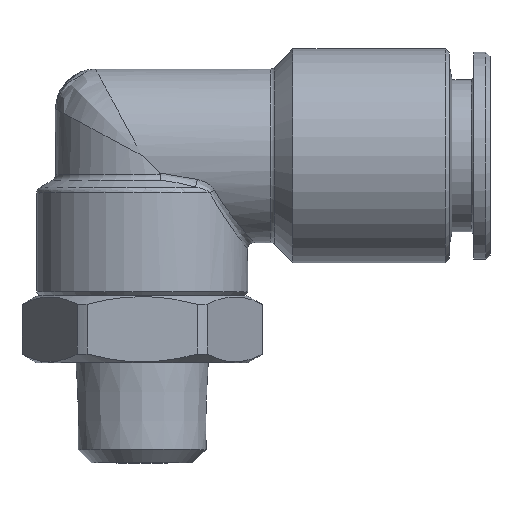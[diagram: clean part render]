
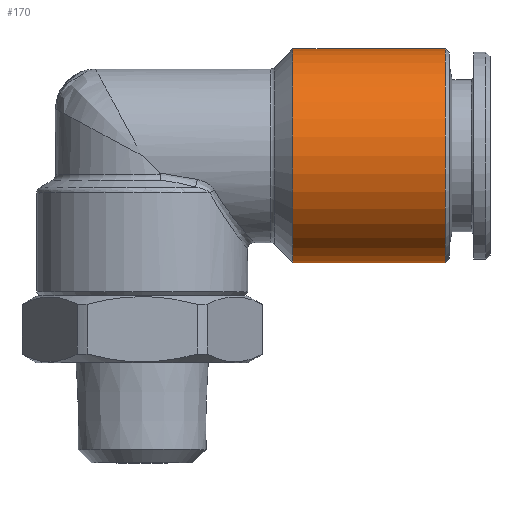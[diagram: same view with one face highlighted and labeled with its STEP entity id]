
A CAD part, top view. The second image highlights one B-rep face of the part: STEP entity #170.
In plain terms, the highlighted cylindrical face has radius 8 mm (diameter 16 mm), a full revolution.
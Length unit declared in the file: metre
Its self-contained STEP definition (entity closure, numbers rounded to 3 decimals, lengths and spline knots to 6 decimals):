
#170 = ADVANCED_FACE( 'NONE', ( #369, #370 ), #371, .T. );
#369 = FACE_OUTER_BOUND( '', #731, .T. );
#370 = FACE_OUTER_BOUND( '', #732, .T. );
#371 = CYLINDRICAL_SURFACE( '', #733, 0.008 );
#731 = EDGE_LOOP( '', ( #1219 ) );
#732 = EDGE_LOOP( '', ( #1220 ) );
#733 = AXIS2_PLACEMENT_3D( '', #1221, #1222, #1223 );
#1219 = ORIENTED_EDGE( '', *, *, #1318, .T. );
#1220 = ORIENTED_EDGE( '', *, *, #1326, .T. );
#1221 = CARTESIAN_POINT( '', ( 0., 0., 0. ) );
#1222 = DIRECTION( '', ( 1., 0., 0. ) );
#1223 = DIRECTION( '', ( 0., 0., 1. ) );
#1318 = EDGE_CURVE( 'NONE', #1501, #1501, #1502, .T. );
#1326 = EDGE_CURVE( 'NONE', #1512, #1512, #1513, .T. );
#1501 = VERTEX_POINT( '', #1849 );
#1502 = CIRCLE( '', #1850, 0.008 );
#1512 = VERTEX_POINT( '', #1876 );
#1513 = CIRCLE( '', #1877, 0.008 );
#1849 = CARTESIAN_POINT( '', ( 0.011293, 0., -0.008 ) );
#1850 = AXIS2_PLACEMENT_3D( '', #2322, #2323, #2324 );
#1876 = CARTESIAN_POINT( '', ( 0.0227, 0., 0.008 ) );
#1877 = AXIS2_PLACEMENT_3D( '', #2331, #2332, #2333 );
#2322 = CARTESIAN_POINT( '', ( 0.011293, 0., 0. ) );
#2323 = DIRECTION( '', ( 1., 0., 0. ) );
#2324 = DIRECTION( '', ( 0., 0., -1. ) );
#2331 = CARTESIAN_POINT( '', ( 0.0227, 0., 0. ) );
#2332 = DIRECTION( '', ( -1., 0., 0. ) );
#2333 = DIRECTION( '', ( 0., 0., 1. ) );
